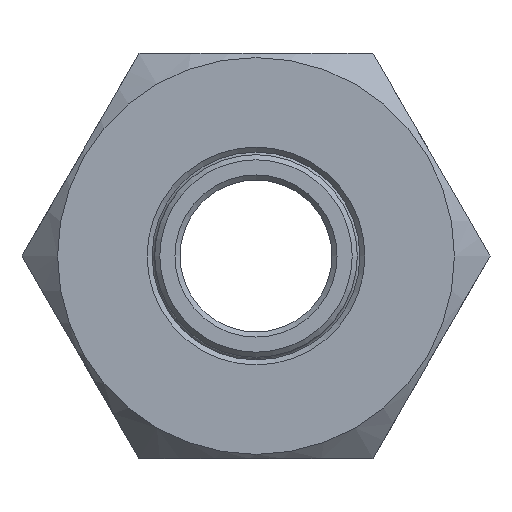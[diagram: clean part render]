
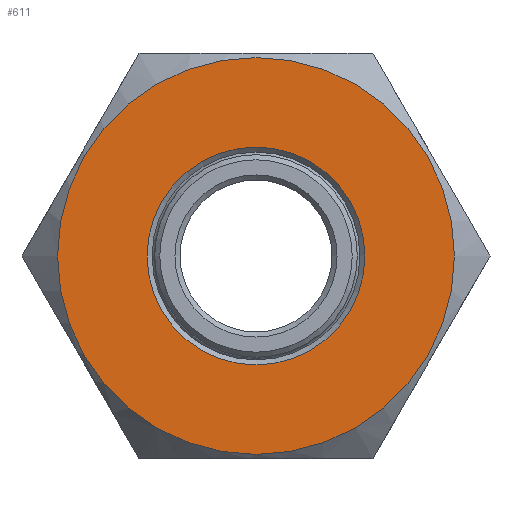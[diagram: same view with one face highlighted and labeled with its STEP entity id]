
A CAD part, left-side view. The second image highlights one B-rep face of the part: STEP entity #611.
In plain terms, the highlighted planar face has unit normal (-1, 0, 0).
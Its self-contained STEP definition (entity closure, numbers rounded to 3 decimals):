
#44=FACE_BOUND('',#118,.T.);
#57=PLANE('',#734);
#77=FACE_OUTER_BOUND('',#117,.T.);
#117=EDGE_LOOP('',(#463));
#118=EDGE_LOOP('',(#464));
#224=CIRCLE('',#715,11.75);
#231=CIRCLE('',#729,6.45);
#281=VERTEX_POINT('',#1063);
#288=VERTEX_POINT('',#1096);
#338=EDGE_CURVE('',#281,#281,#224,.T.);
#352=EDGE_CURVE('',#288,#288,#231,.T.);
#463=ORIENTED_EDGE('',*,*,#338,.T.);
#464=ORIENTED_EDGE('',*,*,#352,.F.);
#611=ADVANCED_FACE('',(#77,#44),#57,.F.);
#715=AXIS2_PLACEMENT_3D('',#1065,#814,#815);
#729=AXIS2_PLACEMENT_3D('',#1097,#847,#848);
#734=AXIS2_PLACEMENT_3D('',#1107,#859,#860);
#814=DIRECTION('center_axis',(-1.,0.,0.));
#815=DIRECTION('ref_axis',(0.,1.,0.));
#847=DIRECTION('center_axis',(-1.,0.,0.));
#848=DIRECTION('ref_axis',(0.,0.,-1.));
#859=DIRECTION('center_axis',(1.,0.,0.));
#860=DIRECTION('ref_axis',(0.,0.,-1.));
#1063=CARTESIAN_POINT('',(0.,-11.75,0.));
#1065=CARTESIAN_POINT('Origin',(0.,0.,0.));
#1096=CARTESIAN_POINT('',(0.,0.,6.45));
#1097=CARTESIAN_POINT('Origin',(0.,0.,0.));
#1107=CARTESIAN_POINT('Origin',(0.,0.,0.));
